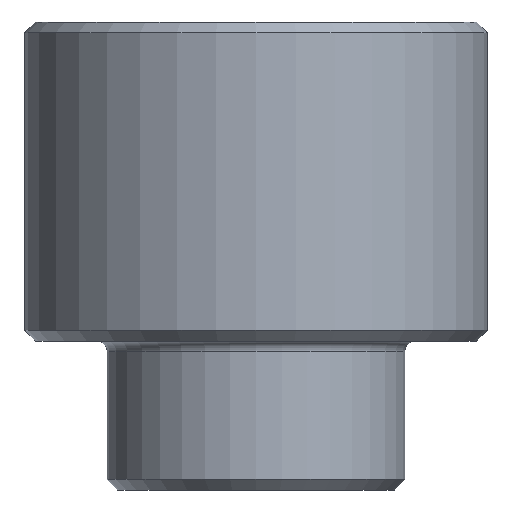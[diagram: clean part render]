
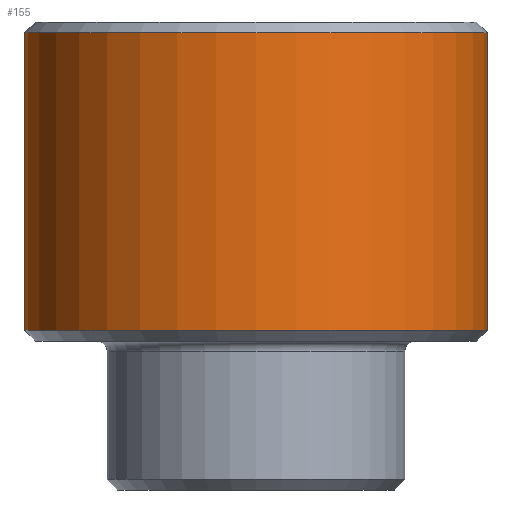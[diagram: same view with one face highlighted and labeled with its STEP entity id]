
A CAD part, front view. The second image highlights one B-rep face of the part: STEP entity #155.
In plain terms, the highlighted cylindrical face has radius 2.175 mm (diameter 4.35 mm), a full revolution.
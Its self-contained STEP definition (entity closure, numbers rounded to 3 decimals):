
#16=CYLINDRICAL_SURFACE('',#183,2.175);
#27=FACE_OUTER_BOUND('',#39,.T.);
#39=EDGE_LOOP('',(#115,#116,#117,#118));
#51=LINE('',#272,#58);
#58=VECTOR('',#219,2.175);
#64=CIRCLE('',#179,2.175);
#67=CIRCLE('',#184,2.175);
#77=VERTEX_POINT('',#261);
#80=VERTEX_POINT('',#270);
#89=EDGE_CURVE('',#77,#77,#64,.T.);
#93=EDGE_CURVE('',#80,#80,#67,.T.);
#94=EDGE_CURVE('',#80,#77,#51,.T.);
#115=ORIENTED_EDGE('',*,*,#93,.F.);
#116=ORIENTED_EDGE('',*,*,#94,.T.);
#117=ORIENTED_EDGE('',*,*,#89,.F.);
#118=ORIENTED_EDGE('',*,*,#94,.F.);
#155=ADVANCED_FACE('',(#27),#16,.T.);
#179=AXIS2_PLACEMENT_3D('',#262,#206,#207);
#183=AXIS2_PLACEMENT_3D('',#269,#215,#216);
#184=AXIS2_PLACEMENT_3D('',#271,#217,#218);
#206=DIRECTION('center_axis',(0.,0.,-1.));
#207=DIRECTION('ref_axis',(1.,0.,0.));
#215=DIRECTION('center_axis',(0.,0.,1.));
#216=DIRECTION('ref_axis',(1.,0.,0.));
#217=DIRECTION('center_axis',(0.,0.,1.));
#218=DIRECTION('ref_axis',(1.,0.,0.));
#219=DIRECTION('',(0.,0.,-1.));
#261=CARTESIAN_POINT('',(-2.175,0.,0.1));
#262=CARTESIAN_POINT('Origin',(0.,0.,0.1));
#269=CARTESIAN_POINT('Origin',(0.,0.,0.));
#270=CARTESIAN_POINT('',(-2.175,0.,2.9));
#271=CARTESIAN_POINT('Origin',(0.,0.,2.9));
#272=CARTESIAN_POINT('',(-2.175,0.,0.));
